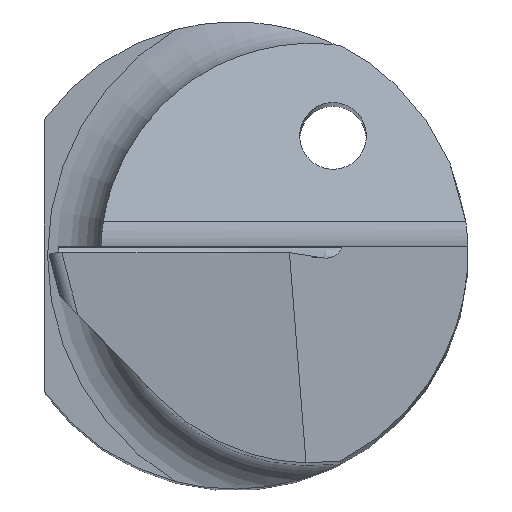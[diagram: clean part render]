
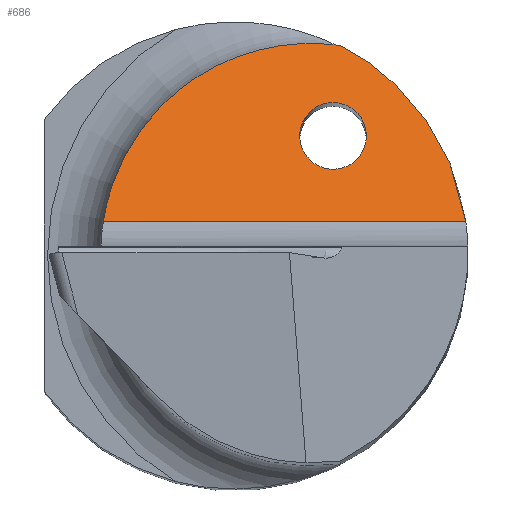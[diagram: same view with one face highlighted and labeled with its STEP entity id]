
A CAD part, top view. The second image highlights one B-rep face of the part: STEP entity #686.
In plain terms, the highlighted planar face has unit normal (0, 0.766, 0.643).
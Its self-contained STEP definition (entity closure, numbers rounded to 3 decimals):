
#15 = CARTESIAN_POINT ( 'NONE',  ( -1.964, 0.474, 34.196 ) ) ;
#67 = CARTESIAN_POINT ( 'NONE',  ( 3.468, 0.474, 34.196 ) ) ;
#68 = CARTESIAN_POINT ( 'NONE',  ( 1.478, 2.262, 32.065 ) ) ;
#76 = CARTESIAN_POINT ( 'NONE',  ( 3.309, 1.634, 32.813 ) ) ;
#78 = VECTOR ( 'NONE', #356, 1000. ) ;
#129 = CARTESIAN_POINT ( 'NONE',  ( 1.478, 2.262, 32.065 ) ) ;
#137 = EDGE_CURVE ( 'NONE', #689, #689, #422, .T. ) ;
#161 = EDGE_CURVE ( 'NONE', #454, #498, #381, .T. ) ;
#187 = CARTESIAN_POINT ( 'NONE',  ( 1.478, 1.262, 33.257 ) ) ;
#221 = CARTESIAN_POINT ( 'NONE',  ( -0.223, 3.373, 30.741 ) ) ;
#237 = LINE ( 'NONE', #495, #78 ) ;
#253 = CARTESIAN_POINT ( 'NONE',  ( 2.478, 2.262, 32.065 ) ) ;
#285 = FACE_BOUND ( 'NONE', #717, .T. ) ;
#342 = DIRECTION ( 'NONE',  ( 0., -0.766, -0.643 ) ) ;
#356 = DIRECTION ( 'NONE',  ( -1., 0., 0. ) ) ;
#381 =( BOUNDED_CURVE ( )  B_SPLINE_CURVE ( 3, ( #67, #76, #759, #775 ),
 .UNSPECIFIED., .F., .F. ) 
 B_SPLINE_CURVE_WITH_KNOTS ( ( 4, 4 ),
 ( 4.848, 5.813 ),
 .UNSPECIFIED. ) 
 CURVE ( )  GEOMETRIC_REPRESENTATION_ITEM ( )  RATIONAL_B_SPLINE_CURVE ( ( 1., 0.924, 0.924, 1. ) ) 
 REPRESENTATION_ITEM ( '' )  );
#387 = ORIENTED_EDGE ( 'NONE', *, *, #161, .T. ) ;
#422 =( BOUNDED_CURVE ( )  B_SPLINE_CURVE ( 3, ( #129, #253, #512, #187, #709, #647, #68 ),
 .UNSPECIFIED., .T., .F. ) 
 B_SPLINE_CURVE_WITH_KNOTS ( ( 4, 3, 4 ),
 ( 0., 3.142, 6.283 ),
 .UNSPECIFIED. ) 
 CURVE ( )  GEOMETRIC_REPRESENTATION_ITEM ( )  RATIONAL_B_SPLINE_CURVE ( ( 1., 0.333, 0.333, 1., 0.333, 0.333, 1. ) ) 
 REPRESENTATION_ITEM ( '' )  );
#444 = EDGE_LOOP ( 'NONE', ( #623, #387, #636 ) ) ;
#454 = VERTEX_POINT ( 'NONE', #637 ) ;
#464 = ORIENTED_EDGE ( 'NONE', *, *, #137, .T. ) ;
#474 = CARTESIAN_POINT ( 'NONE',  ( -1.964, 0.474, 34.196 ) ) ;
#480 =( BOUNDED_CURVE ( )  B_SPLINE_CURVE ( 3, ( #489, #221, #537, #474 ),
 .UNSPECIFIED., .F., .F. ) 
 B_SPLINE_CURVE_WITH_KNOTS ( ( 4, 4 ),
 ( 6.144, 7.703 ),
 .UNSPECIFIED. ) 
 CURVE ( )  GEOMETRIC_REPRESENTATION_ITEM ( )  RATIONAL_B_SPLINE_CURVE ( ( 1., 0.808, 0.808, 1. ) ) 
 REPRESENTATION_ITEM ( '' )  );
#489 = CARTESIAN_POINT ( 'NONE',  ( 1.587, 3.12, 31.043 ) ) ;
#493 = EDGE_CURVE ( 'NONE', #498, #742, #480, .T. ) ;
#495 = CARTESIAN_POINT ( 'NONE',  ( 3.5, 0.474, 34.196 ) ) ;
#498 = VERTEX_POINT ( 'NONE', #613 ) ;
#504 = CARTESIAN_POINT ( 'NONE',  ( 1.478, 2.262, 32.065 ) ) ;
#512 = CARTESIAN_POINT ( 'NONE',  ( 2.478, 1.262, 33.257 ) ) ;
#534 = PLANE ( 'NONE',  #761 ) ;
#537 = CARTESIAN_POINT ( 'NONE',  ( -1.689, 2.281, 32.042 ) ) ;
#613 = CARTESIAN_POINT ( 'NONE',  ( 1.587, 3.12, 31.043 ) ) ;
#617 = CARTESIAN_POINT ( 'NONE',  ( 3.5, 0.474, 34.196 ) ) ;
#623 = ORIENTED_EDGE ( 'NONE', *, *, #814, .F. ) ;
#636 = ORIENTED_EDGE ( 'NONE', *, *, #493, .T. ) ;
#637 = CARTESIAN_POINT ( 'NONE',  ( 3.468, 0.474, 34.196 ) ) ;
#647 = CARTESIAN_POINT ( 'NONE',  ( 0.478, 2.262, 32.065 ) ) ;
#670 = FACE_OUTER_BOUND ( 'NONE', #444, .T. ) ;
#686 = ADVANCED_FACE ( 'NONE', ( #285, #670 ), #534, .F. ) ;
#689 = VERTEX_POINT ( 'NONE', #504 ) ;
#709 = CARTESIAN_POINT ( 'NONE',  ( 0.478, 1.262, 33.257 ) ) ;
#717 = EDGE_LOOP ( 'NONE', ( #464 ) ) ;
#742 = VERTEX_POINT ( 'NONE', #15 ) ;
#759 = CARTESIAN_POINT ( 'NONE',  ( 2.631, 2.589, 31.676 ) ) ;
#761 = AXIS2_PLACEMENT_3D ( 'NONE', #617, #342, #783 ) ;
#775 = CARTESIAN_POINT ( 'NONE',  ( 1.587, 3.12, 31.043 ) ) ;
#783 = DIRECTION ( 'NONE',  ( 0., 0.643, -0.766 ) ) ;
#814 = EDGE_CURVE ( 'NONE', #454, #742, #237, .T. ) ;
